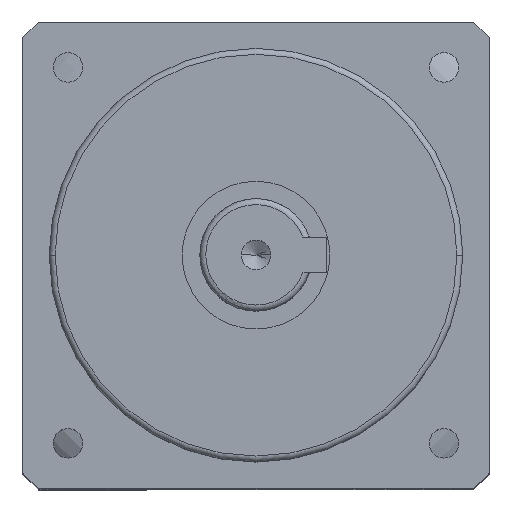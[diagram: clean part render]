
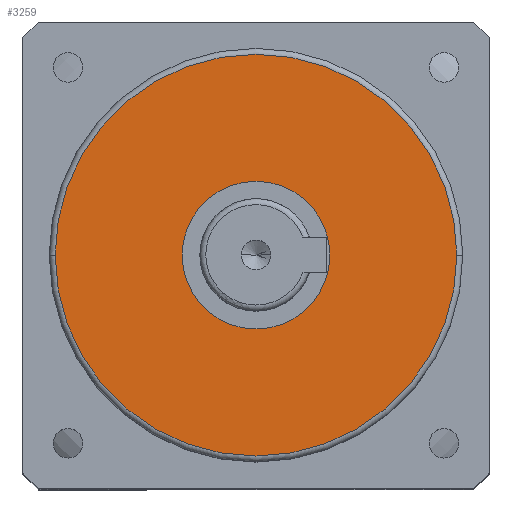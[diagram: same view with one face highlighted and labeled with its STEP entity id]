
A CAD part, top view. The second image highlights one B-rep face of the part: STEP entity #3259.
In plain terms, the highlighted planar face has unit normal (0, 0, 1).
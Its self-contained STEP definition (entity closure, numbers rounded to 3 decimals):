
#95 = AXIS2_PLACEMENT_3D ( 'NONE', #5379, #2401, #5894 ) ;
#172 = CARTESIAN_POINT ( 'NONE',  ( 34., 0., -30. ) ) ;
#367 = ORIENTED_EDGE ( 'NONE', *, *, #3196, .F. ) ;
#389 = DIRECTION ( 'NONE',  ( 0., 0., 1. ) ) ;
#406 = FACE_OUTER_BOUND ( 'NONE', #563, .T. ) ;
#563 = EDGE_LOOP ( 'NONE', ( #2627, #2638 ) ) ;
#585 = AXIS2_PLACEMENT_3D ( 'NONE', #5205, #2223, #5700 ) ;
#654 = CARTESIAN_POINT ( 'NONE',  ( -34., 0., -30. ) ) ;
#980 = AXIS2_PLACEMENT_3D ( 'NONE', #4606, #1597, #5100 ) ;
#1470 = DIRECTION ( 'NONE',  ( 0., 0., -1. ) ) ;
#1597 = DIRECTION ( 'NONE',  ( 0., 0., 1. ) ) ;
#1920 = AXIS2_PLACEMENT_3D ( 'NONE', #3394, #389, #3908 ) ;
#2223 = DIRECTION ( 'NONE',  ( 0., 0., 1. ) ) ;
#2298 = CIRCLE ( 'NONE', #585, 12.5 ) ;
#2302 = VERTEX_POINT ( 'NONE', #3573 ) ;
#2320 = EDGE_CURVE ( 'NONE', #6449, #6446, #3033, .T. ) ;
#2334 = VERTEX_POINT ( 'NONE', #5123 ) ;
#2401 = DIRECTION ( 'NONE',  ( 0., 0., 1. ) ) ;
#2627 = ORIENTED_EDGE ( 'NONE', *, *, #2320, .T. ) ;
#2638 = ORIENTED_EDGE ( 'NONE', *, *, #5122, .T. ) ;
#2858 = CIRCLE ( 'NONE', #95, 12.5 ) ;
#3033 = CIRCLE ( 'NONE', #980, 34. ) ;
#3196 = EDGE_CURVE ( 'NONE', #2302, #2334, #2858, .T. ) ;
#3259 = ADVANCED_FACE ( 'NONE', ( #5565, #406 ), #3469, .F. ) ;
#3394 = CARTESIAN_POINT ( 'NONE',  ( 0., 0., -30. ) ) ;
#3469 = PLANE ( 'NONE',  #6138 ) ;
#3573 = CARTESIAN_POINT ( 'NONE',  ( 12.5, 0., -30. ) ) ;
#3771 = EDGE_CURVE ( 'NONE', #2334, #2302, #2298, .T. ) ;
#3908 = DIRECTION ( 'NONE',  ( 1., 0., 0. ) ) ;
#3917 = CIRCLE ( 'NONE', #1920, 34. ) ;
#4552 = ORIENTED_EDGE ( 'NONE', *, *, #3771, .F. ) ;
#4606 = CARTESIAN_POINT ( 'NONE',  ( 0., 0., -30. ) ) ;
#4978 = DIRECTION ( 'NONE',  ( -1., 0., 0. ) ) ;
#5100 = DIRECTION ( 'NONE',  ( 1., 0., 0. ) ) ;
#5122 = EDGE_CURVE ( 'NONE', #6446, #6449, #3917, .T. ) ;
#5123 = CARTESIAN_POINT ( 'NONE',  ( -12.5, 0., -30. ) ) ;
#5205 = CARTESIAN_POINT ( 'NONE',  ( 0., 0., -30. ) ) ;
#5379 = CARTESIAN_POINT ( 'NONE',  ( 0., 0., -30. ) ) ;
#5535 = EDGE_LOOP ( 'NONE', ( #367, #4552 ) ) ;
#5565 = FACE_BOUND ( 'NONE', #5535, .T. ) ;
#5700 = DIRECTION ( 'NONE',  ( 1., 0., 0. ) ) ;
#5894 = DIRECTION ( 'NONE',  ( 1., 0., 0. ) ) ;
#5962 = CARTESIAN_POINT ( 'NONE',  ( 0., 34., -30. ) ) ;
#6138 = AXIS2_PLACEMENT_3D ( 'NONE', #5962, #1470, #4978 ) ;
#6446 = VERTEX_POINT ( 'NONE', #654 ) ;
#6449 = VERTEX_POINT ( 'NONE', #172 ) ;
